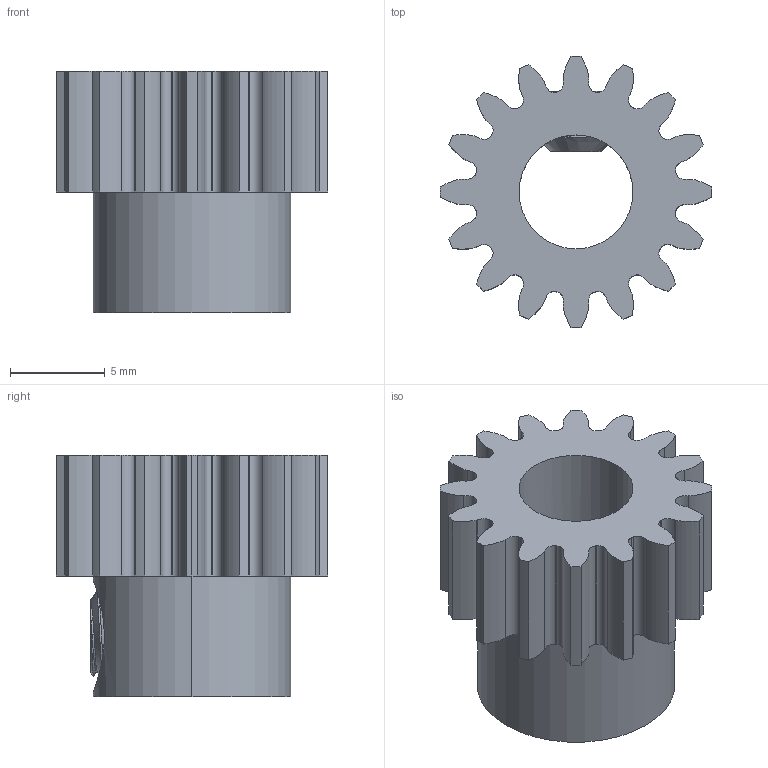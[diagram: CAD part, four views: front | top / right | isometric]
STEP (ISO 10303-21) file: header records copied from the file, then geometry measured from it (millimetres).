
FILE_DESCRIPTION (( 'STEP AP203' ), '1' );
FILE_NAME ('615258 assembly.STEP', '2017-10-27T15:30:25', ( '' ), ( '' ), 'SwSTEP 2.0', 'SolidWorks 2016', '' );
FILE_SCHEMA (( 'CONFIG_CONTROL_DESIGN' ));
Length unit declared in the file: inch
Products named in the file (3): 632134_91375A436; 615258 assembly; 615258_Gear Blank
Assembly tree (2 placements, depth 2):
  615258 assembly
    615258_Gear Blank
    632134_91375A436
Bounding box: 14.29 x 14.29 x 12.7 mm (x, y, z)
Volume: 963 mm3; surface area: 1241.5 mm2
Topology: 2 solids, 2 shells, 199 faces, 562 edges, 365 vertices
Faces by surface type: bspline 74, cylinder 58, plane 48, cone 19
Entity records: 14887 total; most frequent: CARTESIAN_POINT 10060, ORIENTED_EDGE 1116, DIRECTION 700, EDGE_CURVE 558, VERTEX_POINT 365, VECTOR 242, LINE 242, AXIS2_PLACEMENT_3D 229
